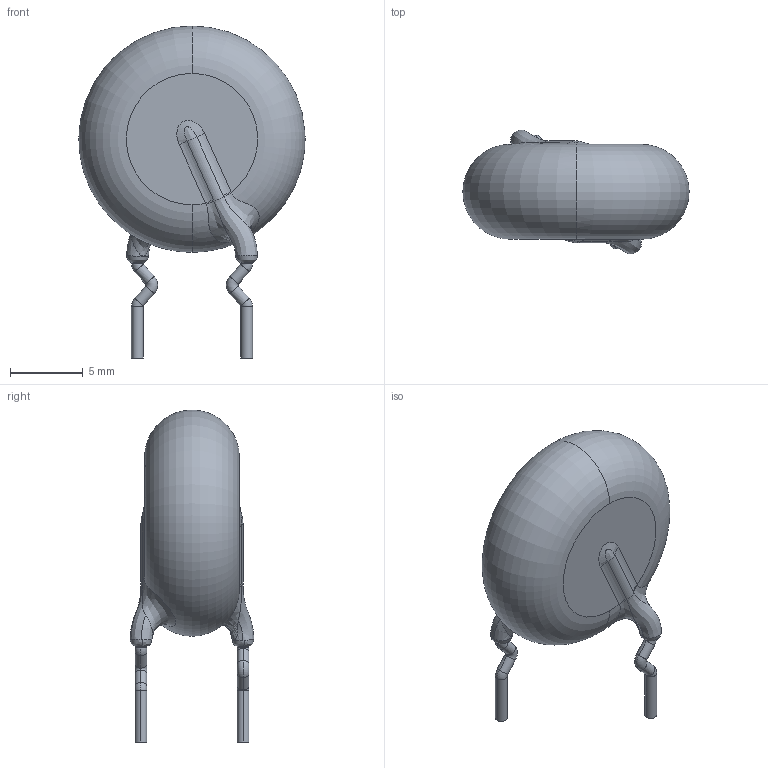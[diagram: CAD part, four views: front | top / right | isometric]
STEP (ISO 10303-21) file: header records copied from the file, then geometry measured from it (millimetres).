
FILE_DESCRIPTION (( 'STEP AP214' ), '1' );
FILE_NAME ('RES-TH_L15.5-W7.0-H21.5-P7.50-D0.7-S7.00.step', '2022-07-28T09:41:06', ( '' ), ( '' ), 'SwSTEP 2.0', 'SolidWorks 2020', '' );
FILE_SCHEMA (( 'AUTOMOTIVE_DESIGN' ));
Length unit declared in the file: millimetre
Products named in the file (1): RES-TH_L15.5-W7.0-H21.5-P7.50-D0.7-S7.00
Bounding box: 15.5 x 8.48 x 22.75 mm (x, y, z)
Volume: 1055.9 mm3; surface area: 717.1 mm2
Topology: 14 solids, 14 shells, 289 faces, 747 edges, 486 vertices
Faces by surface type: plane 137, bspline 116, cylinder 22, torus 14
Entity records: 15839 total; most frequent: CARTESIAN_POINT 6209, ORIENTED_EDGE 1494, DIRECTION 925, EDGE_CURVE 747, VERTEX_POINT 486, VECTOR 441, LINE 441, UNCERTAINTY_MEASURE_WITH_UNIT 305
